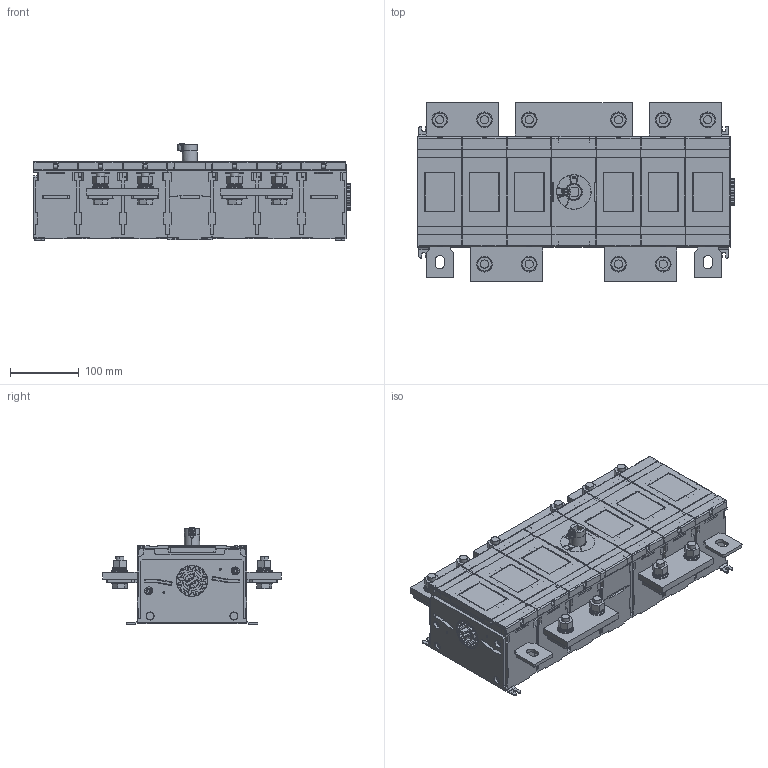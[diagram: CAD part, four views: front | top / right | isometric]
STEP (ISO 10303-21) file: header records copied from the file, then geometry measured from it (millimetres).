
FILE_DESCRIPTION((''),'2;1');
FILE_NAME('OT320UDS33_IGS','2018-08-01T',('FIALBJO'),(''),'CREO PARAMETRIC BY PTC INC, 2017480','CREO PARAMETRIC BY PTC INC, 2017480','');
FILE_SCHEMA(('AUTOMOTIVE_DESIGN { 1 0 10303 214 1 1 1 1 }'));
Products named in the file (1): OT320UDS33_IGS
Bounding box: 461.4 x 260 x 140.4 mm (x, y, z)
Volume: 8537984 mm3; surface area: 521726.9 mm2
Topology: 1 solids, 94 shells, 5352 faces, 14812 edges, 9620 vertices
Faces by surface type: plane 3710, cylinder 991, torus 322, bspline 224, cone 65, sphere 28, extrusion 12
Entity records: 213379 total; most frequent: CARTESIAN_POINT 78383, ORIENTED_EDGE 29570, DIRECTION 25836, EDGE_CURVE 14785, VECTOR 10736, LINE 10724, VERTEX_POINT 9622, AXIS2_PLACEMENT_3D 7550
